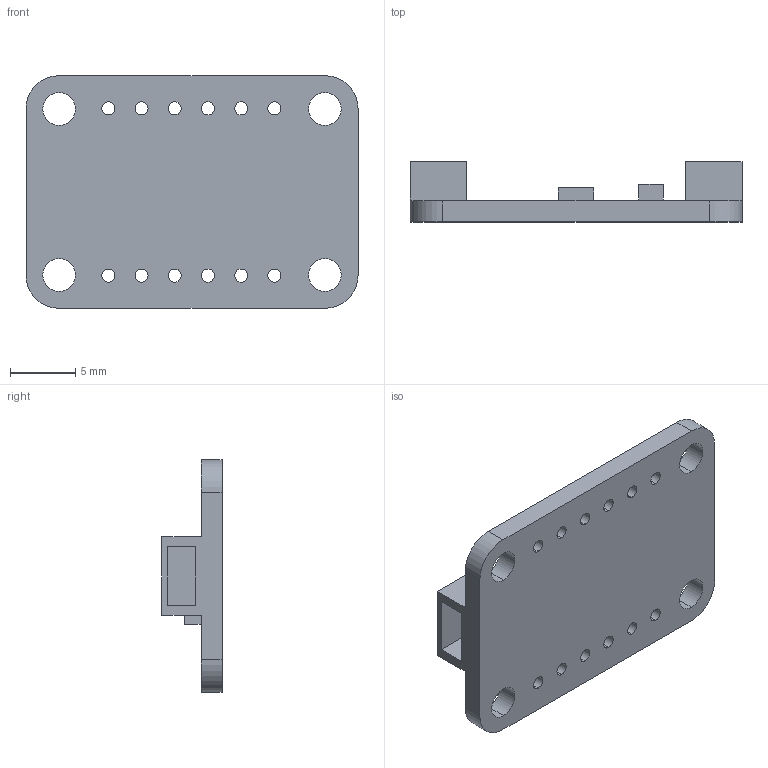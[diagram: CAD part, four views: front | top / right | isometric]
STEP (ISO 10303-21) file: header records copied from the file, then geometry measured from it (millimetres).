
FILE_DESCRIPTION (( 'STEP AP214' ), '1' );
FILE_NAME ('Adafruit_MCP4728_I2C_Quad_DAC.STEP', '2023-01-23T12:20:28', ( '' ), ( '' ), 'SwSTEP 2.0', 'SolidWorks 2022', '' );
FILE_SCHEMA (( 'AUTOMOTIVE_DESIGN' ));
Length unit declared in the file: millimetre
Products named in the file (1): Adafruit_MCP4728_I2C_Quad_DAC
Bounding box: 25.4 x 4.6 x 17.78 mm (x, y, z)
Volume: 776.9 mm3; surface area: 1293.5 mm2
Topology: 1 solids, 1 shells, 70 faces, 192 edges, 128 vertices
Faces by surface type: cylinder 36, plane 34
Entity records: 2588 total; most frequent: DIRECTION 406, CARTESIAN_POINT 391, ORIENTED_EDGE 384, EDGE_CURVE 192, AXIS2_PLACEMENT_3D 143, VERTEX_POINT 128, LINE 120, VECTOR 120
